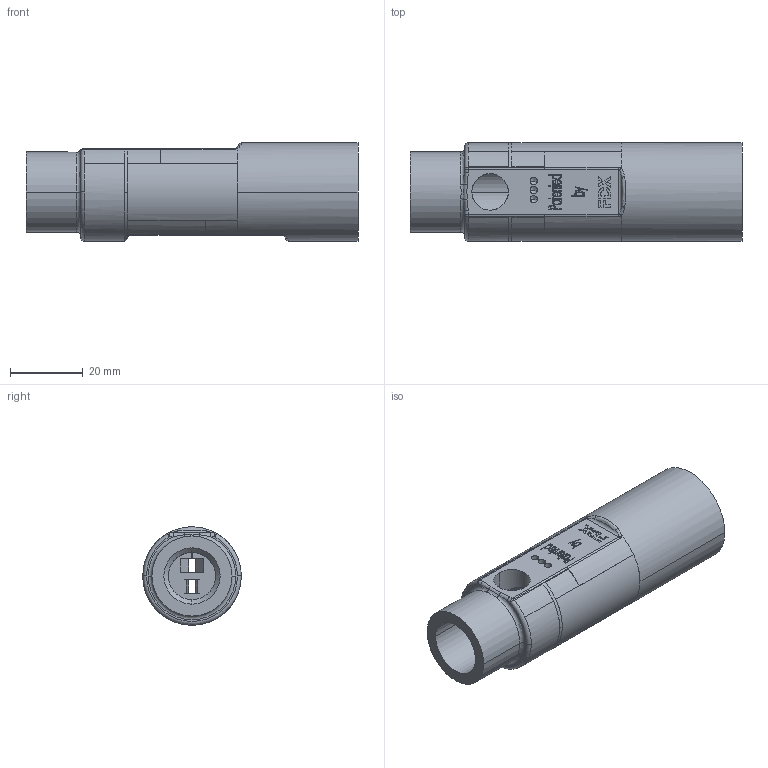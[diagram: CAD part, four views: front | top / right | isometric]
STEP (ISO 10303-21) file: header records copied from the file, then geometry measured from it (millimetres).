
FILE_DESCRIPTION (( 'STEP AP214' ), '1' );
FILE_NAME ('20200415_Beatmungsgerät_Beidseitig.STEP', '2020-04-16T15:08:30', ( '' ), ( '' ), 'SwSTEP 2.0', 'SolidWorks 2020', '' );
FILE_SCHEMA (( 'AUTOMOTIVE_DESIGN' ));
Length unit declared in the file: millimetre
Products named in the file (1): 20200415_Beatmungsgerät_Beidseitig
Bounding box: 91.21 x 26.99 x 26.99 mm (x, y, z)
Volume: 28843.2 mm3; surface area: 18093.5 mm2
Topology: 1 solids, 2 shells, 611 faces, 1631 edges, 1062 vertices
Faces by surface type: plane 309, bspline 165, cylinder 113, cone 15, torus 7, sphere 2
Entity records: 25289 total; most frequent: CARTESIAN_POINT 11062, ORIENTED_EDGE 3234, DIRECTION 2393, EDGE_CURVE 1617, VERTEX_POINT 1062, VECTOR 1007, LINE 1007, AXIS2_PLACEMENT_3D 693
